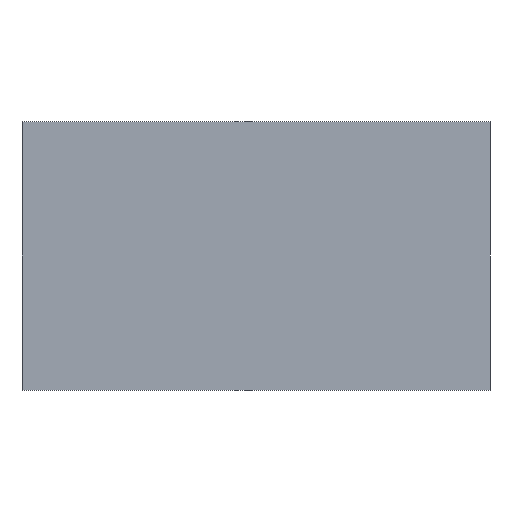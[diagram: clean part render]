
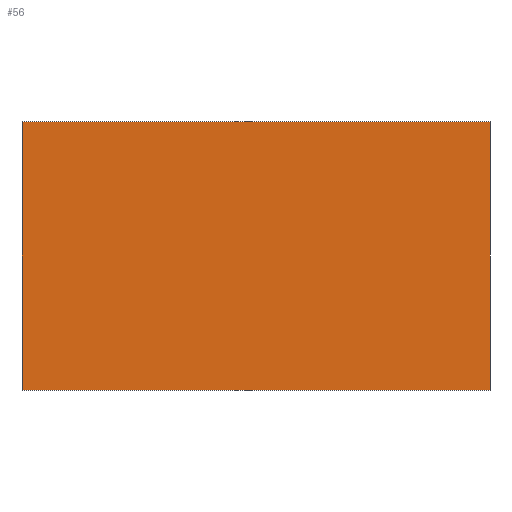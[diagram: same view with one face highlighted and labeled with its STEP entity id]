
A CAD part, front view. The second image highlights one B-rep face of the part: STEP entity #56.
In plain terms, the highlighted planar face has unit normal (0, -1, 0).
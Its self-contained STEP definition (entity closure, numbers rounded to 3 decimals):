
#6 = EDGE_CURVE ( 'NONE', #59, #85, #202, .T. ) ;
#7 = EDGE_LOOP ( 'NONE', ( #31, #223, #66, #27 ) ) ;
#27 = ORIENTED_EDGE ( 'NONE', *, *, #148, .F. ) ;
#28 = CARTESIAN_POINT ( 'NONE',  ( 401., 0., 230. ) ) ;
#29 = EDGE_CURVE ( 'NONE', #174, #120, #111, .T. ) ;
#31 = ORIENTED_EDGE ( 'NONE', *, *, #29, .F. ) ;
#33 = LINE ( 'NONE', #49, #206 ) ;
#38 = VECTOR ( 'NONE', #116, 1000. ) ;
#43 = DIRECTION ( 'NONE',  ( 0., 0., 1. ) ) ;
#45 = CARTESIAN_POINT ( 'NONE',  ( -401., 0., -230. ) ) ;
#49 = CARTESIAN_POINT ( 'NONE',  ( -401., 0., 230. ) ) ;
#54 = VECTOR ( 'NONE', #182, 1000. ) ;
#56 = ADVANCED_FACE ( 'NONE', ( #65 ), #224, .T. ) ;
#57 = VECTOR ( 'NONE', #43, 1000. ) ;
#59 = VERTEX_POINT ( 'NONE', #155 ) ;
#62 = CARTESIAN_POINT ( 'NONE',  ( 401., 0., -230. ) ) ;
#65 = FACE_OUTER_BOUND ( 'NONE', #7, .T. ) ;
#66 = ORIENTED_EDGE ( 'NONE', *, *, #6, .F. ) ;
#83 = CARTESIAN_POINT ( 'NONE',  ( -401., 0., 230. ) ) ;
#85 = VERTEX_POINT ( 'NONE', #227 ) ;
#94 = DIRECTION ( 'NONE',  ( 0., -1., 0. ) ) ;
#109 = AXIS2_PLACEMENT_3D ( 'NONE', #183, #94, #211 ) ;
#111 = LINE ( 'NONE', #28, #54 ) ;
#116 = DIRECTION ( 'NONE',  ( -1., 0., 0. ) ) ;
#120 = VERTEX_POINT ( 'NONE', #62 ) ;
#148 = EDGE_CURVE ( 'NONE', #120, #59, #208, .T. ) ;
#155 = CARTESIAN_POINT ( 'NONE',  ( -401., 0., -230. ) ) ;
#164 = CARTESIAN_POINT ( 'NONE',  ( 401., 0., 230. ) ) ;
#174 = VERTEX_POINT ( 'NONE', #164 ) ;
#177 = DIRECTION ( 'NONE',  ( 1., 0., 0. ) ) ;
#182 = DIRECTION ( 'NONE',  ( 0., 0., -1. ) ) ;
#183 = CARTESIAN_POINT ( 'NONE',  ( 0., 0., 0. ) ) ;
#202 = LINE ( 'NONE', #83, #57 ) ;
#203 = EDGE_CURVE ( 'NONE', #85, #174, #33, .T. ) ;
#206 = VECTOR ( 'NONE', #177, 1000. ) ;
#208 = LINE ( 'NONE', #45, #38 ) ;
#211 = DIRECTION ( 'NONE',  ( 0., 0., -1. ) ) ;
#223 = ORIENTED_EDGE ( 'NONE', *, *, #203, .F. ) ;
#224 = PLANE ( 'NONE',  #109 ) ;
#227 = CARTESIAN_POINT ( 'NONE',  ( -401., 0., 230. ) ) ;
